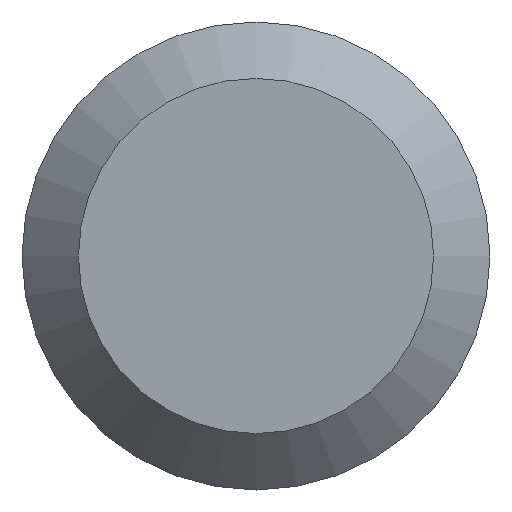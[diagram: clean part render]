
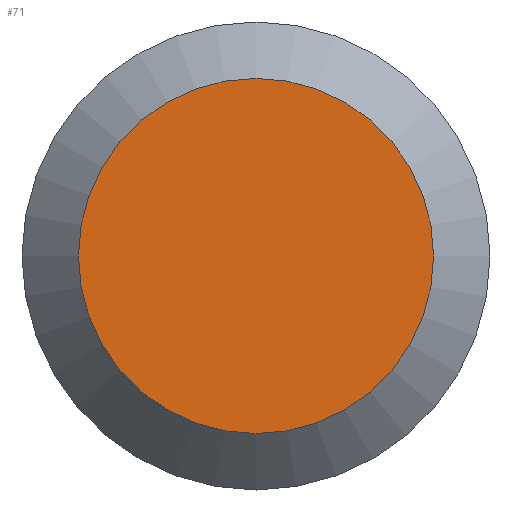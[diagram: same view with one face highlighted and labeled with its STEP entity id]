
A CAD part, front view. The second image highlights one B-rep face of the part: STEP entity #71.
In plain terms, the highlighted planar face has unit normal (0, -1, 0).
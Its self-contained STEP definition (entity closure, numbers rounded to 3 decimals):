
#71=ADVANCED_FACE('',(#114),#116,.F.);
#114=FACE_BOUND('',#115,.T.);
#115=EDGE_LOOP('',(#142));
#116=PLANE('',#117);
#117=AXIS2_PLACEMENT_3D('',#118,#119,#120);
#118=CARTESIAN_POINT('',(0.,0.,0.));
#119=DIRECTION('',(0.,1.,0.));
#120=DIRECTION('',(-1.,0.,0.));
#142=ORIENTED_EDGE('',*,*,#150,.F.);
#150=EDGE_CURVE('',#157,#157,#158,.T.);
#157=VERTEX_POINT('',#174);
#158=CIRCLE('',#175,31.5);
#174=CARTESIAN_POINT('',(-31.5,0.,0.));
#175=AXIS2_PLACEMENT_3D('',#176,#177,#178);
#176=CARTESIAN_POINT('',(0.,0.,0.));
#177=DIRECTION('',(0.,1.,0.));
#178=DIRECTION('',(-1.,0.,0.));
